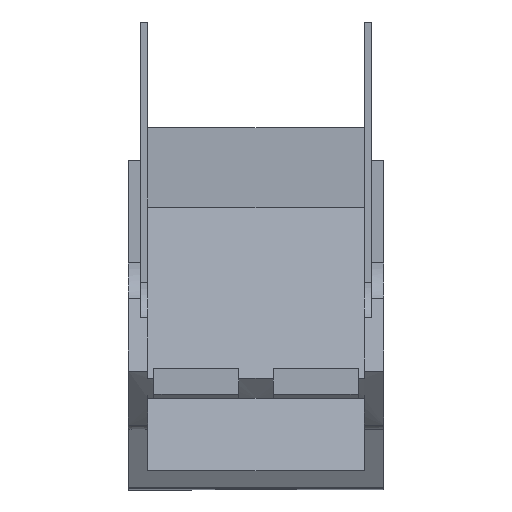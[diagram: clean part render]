
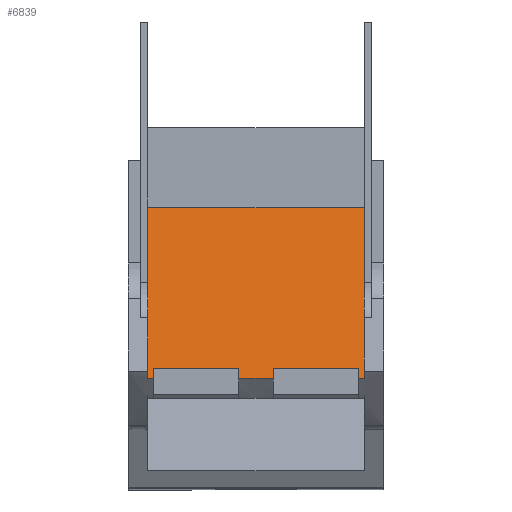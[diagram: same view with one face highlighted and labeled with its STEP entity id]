
A CAD part, top view. The second image highlights one B-rep face of the part: STEP entity #6839.
In plain terms, the highlighted planar face has unit normal (0, 0.873, 0.489).
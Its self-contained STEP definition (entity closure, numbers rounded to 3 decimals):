
#6760=AXIS2_PLACEMENT_3D('Plane Axis2P3D',#6757,#6758,#6759) ;
#4166=CARTESIAN_POINT('Vertex',(11.55,13.678,88.424)) ;
#4170=CARTESIAN_POINT('Control Point',(11.55,11.373,92.54)) ;
#4171=CARTESIAN_POINT('Control Point',(11.55,13.678,88.424)) ;
#4172=CARTESIAN_POINT('Vertex',(11.55,11.373,92.54)) ;
#4175=CARTESIAN_POINT('Line Origine',(11.55,10.045,94.912)) ;
#4179=CARTESIAN_POINT('Vertex',(11.55,8.716,97.285)) ;
#4183=CARTESIAN_POINT('Control Point',(11.55,5.411,103.186)) ;
#4184=CARTESIAN_POINT('Control Point',(11.55,6.072,102.006)) ;
#4185=CARTESIAN_POINT('Control Point',(11.55,6.733,100.826)) ;
#4186=CARTESIAN_POINT('Control Point',(11.55,7.394,99.645)) ;
#4187=CARTESIAN_POINT('Control Point',(11.55,8.055,98.465)) ;
#4188=CARTESIAN_POINT('Control Point',(11.55,8.716,97.285)) ;
#4189=CARTESIAN_POINT('Vertex',(11.55,5.411,103.186)) ;
#4193=CARTESIAN_POINT('Control Point',(11.55,5.297,103.39)) ;
#4194=CARTESIAN_POINT('Control Point',(11.55,5.32,103.349)) ;
#4195=CARTESIAN_POINT('Control Point',(11.55,5.343,103.308)) ;
#4196=CARTESIAN_POINT('Control Point',(11.55,5.365,103.268)) ;
#4197=CARTESIAN_POINT('Control Point',(11.55,5.388,103.227)) ;
#4198=CARTESIAN_POINT('Control Point',(11.55,5.411,103.186)) ;
#4199=CARTESIAN_POINT('Vertex',(11.55,5.297,103.39)) ;
#4488=CARTESIAN_POINT('Vertex',(0.95,5.289,103.404)) ;
#4491=CARTESIAN_POINT('Line Origine',(0.95,5.35,103.295)) ;
#4495=CARTESIAN_POINT('Vertex',(0.95,5.411,103.186)) ;
#4498=CARTESIAN_POINT('Line Origine',(0.95,7.063,100.235)) ;
#4502=CARTESIAN_POINT('Vertex',(0.95,8.716,97.285)) ;
#4505=CARTESIAN_POINT('Line Origine',(0.95,10.045,94.912)) ;
#4509=CARTESIAN_POINT('Vertex',(0.95,11.373,92.54)) ;
#4513=CARTESIAN_POINT('Control Point',(0.95,11.373,92.54)) ;
#4514=CARTESIAN_POINT('Control Point',(0.95,13.639,88.494)) ;
#4515=CARTESIAN_POINT('Vertex',(0.95,13.639,88.494)) ;
#4518=CARTESIAN_POINT('Line Origine',(0.95,13.659,88.459)) ;
#4522=CARTESIAN_POINT('Vertex',(0.95,13.678,88.424)) ;
#4948=CARTESIAN_POINT('Line Origine',(11.86,5.289,103.404)) ;
#4952=CARTESIAN_POINT('Vertex',(1.25,5.289,103.404)) ;
#6398=CARTESIAN_POINT('Line Origine',(10.437,5.297,103.39)) ;
#6402=CARTESIAN_POINT('Vertex',(11.25,5.297,103.39)) ;
#6435=CARTESIAN_POINT('Control Point',(11.25,5.297,103.39)) ;
#6436=CARTESIAN_POINT('Control Point',(11.25,5.452,103.113)) ;
#6437=CARTESIAN_POINT('Control Point',(11.25,5.607,102.836)) ;
#6438=CARTESIAN_POINT('Control Point',(11.25,5.762,102.56)) ;
#6439=CARTESIAN_POINT('Vertex',(11.25,5.762,102.56)) ;
#6744=CARTESIAN_POINT('Line Origine',(6.25,13.678,88.424)) ;
#6757=CARTESIAN_POINT('Axis2P3D Location',(14.817,9.434,96.003)) ;
#6762=CARTESIAN_POINT('Line Origine',(10.002,5.762,102.56)) ;
#6766=CARTESIAN_POINT('Vertex',(8.753,5.762,102.56)) ;
#6769=CARTESIAN_POINT('Line Origine',(1.25,5.525,102.982)) ;
#6773=CARTESIAN_POINT('Vertex',(1.25,5.762,102.56)) ;
#6776=CARTESIAN_POINT('Line Origine',(2.502,5.762,102.56)) ;
#6780=CARTESIAN_POINT('Vertex',(3.753,5.762,102.56)) ;
#6783=CARTESIAN_POINT('Line Origine',(4.577,5.762,102.56)) ;
#6787=CARTESIAN_POINT('Vertex',(5.4,5.762,102.56)) ;
#6790=CARTESIAN_POINT('Line Origine',(5.4,5.525,102.982)) ;
#6794=CARTESIAN_POINT('Vertex',(5.4,5.289,103.404)) ;
#6797=CARTESIAN_POINT('Line Origine',(6.25,5.289,103.404)) ;
#6801=CARTESIAN_POINT('Vertex',(7.1,5.289,103.404)) ;
#6804=CARTESIAN_POINT('Line Origine',(7.1,5.525,102.982)) ;
#6808=CARTESIAN_POINT('Vertex',(7.1,5.762,102.56)) ;
#6811=CARTESIAN_POINT('Line Origine',(7.927,5.762,102.56)) ;
#4176=DIRECTION('Vector Direction',(0.,-0.489,0.872)) ;
#4492=DIRECTION('Vector Direction',(0.,0.489,-0.872)) ;
#4499=DIRECTION('Vector Direction',(0.,0.489,-0.872)) ;
#4506=DIRECTION('Vector Direction',(0.,0.489,-0.872)) ;
#4519=DIRECTION('Vector Direction',(0.,0.489,-0.872)) ;
#4949=DIRECTION('Vector Direction',(-1.,0.,0.)) ;
#6399=DIRECTION('Vector Direction',(-1.,0.,0.)) ;
#6745=DIRECTION('Vector Direction',(-1.,0.,0.)) ;
#6758=DIRECTION('Axis2P3D Direction',(0.,-0.872,-0.489)) ;
#6759=DIRECTION('Axis2P3D XDirection',(-1.,0.,0.)) ;
#6763=DIRECTION('Vector Direction',(1.,0.,0.)) ;
#6770=DIRECTION('Vector Direction',(0.,-0.489,0.872)) ;
#6777=DIRECTION('Vector Direction',(-1.,0.,0.)) ;
#6784=DIRECTION('Vector Direction',(-1.,0.,0.)) ;
#6791=DIRECTION('Vector Direction',(0.,0.489,-0.872)) ;
#6798=DIRECTION('Vector Direction',(1.,0.,0.)) ;
#6805=DIRECTION('Vector Direction',(0.,-0.489,0.872)) ;
#6812=DIRECTION('Vector Direction',(-1.,0.,0.)) ;
#4177=VECTOR('Line Direction',#4176,1.) ;
#4493=VECTOR('Line Direction',#4492,1.) ;
#4500=VECTOR('Line Direction',#4499,1.) ;
#4507=VECTOR('Line Direction',#4506,1.) ;
#4520=VECTOR('Line Direction',#4519,1.) ;
#4950=VECTOR('Line Direction',#4949,1.) ;
#6400=VECTOR('Line Direction',#6399,1.) ;
#6746=VECTOR('Line Direction',#6745,1.) ;
#6764=VECTOR('Line Direction',#6763,1.) ;
#6771=VECTOR('Line Direction',#6770,1.) ;
#6778=VECTOR('Line Direction',#6777,1.) ;
#6785=VECTOR('Line Direction',#6784,1.) ;
#6792=VECTOR('Line Direction',#6791,1.) ;
#6799=VECTOR('Line Direction',#6798,1.) ;
#6806=VECTOR('Line Direction',#6805,1.) ;
#6813=VECTOR('Line Direction',#6812,1.) ;
#6817=ORIENTED_EDGE('',*,*,#6768,.T.) ;
#6818=ORIENTED_EDGE('',*,*,#6441,.T.) ;
#6819=ORIENTED_EDGE('',*,*,#6404,.F.) ;
#6820=ORIENTED_EDGE('',*,*,#4201,.F.) ;
#6821=ORIENTED_EDGE('',*,*,#4191,.F.) ;
#6822=ORIENTED_EDGE('',*,*,#4181,.F.) ;
#6823=ORIENTED_EDGE('',*,*,#4174,.T.) ;
#6824=ORIENTED_EDGE('',*,*,#6748,.F.) ;
#6825=ORIENTED_EDGE('',*,*,#4524,.F.) ;
#6826=ORIENTED_EDGE('',*,*,#4517,.T.) ;
#6827=ORIENTED_EDGE('',*,*,#4511,.F.) ;
#6828=ORIENTED_EDGE('',*,*,#4504,.F.) ;
#6829=ORIENTED_EDGE('',*,*,#4497,.T.) ;
#6830=ORIENTED_EDGE('',*,*,#4954,.T.) ;
#6831=ORIENTED_EDGE('',*,*,#6775,.T.) ;
#6832=ORIENTED_EDGE('',*,*,#6782,.F.) ;
#6833=ORIENTED_EDGE('',*,*,#6789,.F.) ;
#6834=ORIENTED_EDGE('',*,*,#6796,.F.) ;
#6835=ORIENTED_EDGE('',*,*,#6803,.T.) ;
#6836=ORIENTED_EDGE('',*,*,#6810,.F.) ;
#6837=ORIENTED_EDGE('',*,*,#6815,.T.) ;
#6839=ADVANCED_FACE('SIDE',(#6838),#6761,.F.) ;
#4169=B_SPLINE_CURVE_WITH_KNOTS('',1,(#4170,#4171),.UNSPECIFIED.,.F.,.U.,(2,2),(0.,4.717),.UNSPECIFIED.) ;
#4182=B_SPLINE_CURVE_WITH_KNOTS('',5,(#4183,#4184,#4185,#4186,#4187,#4188),.UNSPECIFIED.,.F.,.U.,(6,6),(0.233,6.997),.UNSPECIFIED.) ;
#4192=B_SPLINE_CURVE_WITH_KNOTS('',5,(#4193,#4194,#4195,#4196,#4197,#4198),.UNSPECIFIED.,.F.,.U.,(6,6),(0.,0.233),.UNSPECIFIED.) ;
#4512=B_SPLINE_CURVE_WITH_KNOTS('',1,(#4513,#4514),.UNSPECIFIED.,.F.,.U.,(2,2),(0.,4.637),.UNSPECIFIED.) ;
#6434=B_SPLINE_CURVE_WITH_KNOTS('',3,(#6435,#6436,#6437,#6438),.UNSPECIFIED.,.F.,.U.,(4,4),(0.017,0.968),.UNSPECIFIED.) ;
#4174=EDGE_CURVE('',#4173,#4167,#4169,.T.) ;
#4181=EDGE_CURVE('',#4173,#4180,#4178,.T.) ;
#4191=EDGE_CURVE('',#4180,#4190,#4182,.F.) ;
#4201=EDGE_CURVE('',#4190,#4200,#4192,.F.) ;
#4497=EDGE_CURVE('',#4496,#4489,#4494,.F.) ;
#4504=EDGE_CURVE('',#4496,#4503,#4501,.T.) ;
#4511=EDGE_CURVE('',#4503,#4510,#4508,.T.) ;
#4517=EDGE_CURVE('',#4516,#4510,#4512,.F.) ;
#4524=EDGE_CURVE('',#4516,#4523,#4521,.T.) ;
#4954=EDGE_CURVE('',#4489,#4953,#4951,.F.) ;
#6404=EDGE_CURVE('',#4200,#6403,#6401,.T.) ;
#6441=EDGE_CURVE('',#6440,#6403,#6434,.F.) ;
#6748=EDGE_CURVE('',#4523,#4167,#6747,.F.) ;
#6768=EDGE_CURVE('',#6767,#6440,#6765,.T.) ;
#6775=EDGE_CURVE('',#4953,#6774,#6772,.F.) ;
#6782=EDGE_CURVE('',#6781,#6774,#6779,.T.) ;
#6789=EDGE_CURVE('',#6788,#6781,#6786,.T.) ;
#6796=EDGE_CURVE('',#6795,#6788,#6793,.T.) ;
#6803=EDGE_CURVE('',#6795,#6802,#6800,.T.) ;
#6810=EDGE_CURVE('',#6809,#6802,#6807,.T.) ;
#6815=EDGE_CURVE('',#6809,#6767,#6814,.F.) ;
#6816=EDGE_LOOP('',(#6817,#6818,#6819,#6820,#6821,#6822,#6823,#6824,#6825,#6826,#6827,#6828,#6829,#6830,#6831,#6832,#6833,#6834,#6835,#6836,#6837)) ;
#6838=FACE_OUTER_BOUND('',#6816,.T.) ;
#4178=LINE('Line',#4175,#4177) ;
#4494=LINE('Line',#4491,#4493) ;
#4501=LINE('Line',#4498,#4500) ;
#4508=LINE('Line',#4505,#4507) ;
#4521=LINE('Line',#4518,#4520) ;
#4951=LINE('Line',#4948,#4950) ;
#6401=LINE('Line',#6398,#6400) ;
#6747=LINE('Line',#6744,#6746) ;
#6765=LINE('Line',#6762,#6764) ;
#6772=LINE('Line',#6769,#6771) ;
#6779=LINE('Line',#6776,#6778) ;
#6786=LINE('Line',#6783,#6785) ;
#6793=LINE('Line',#6790,#6792) ;
#6800=LINE('Line',#6797,#6799) ;
#6807=LINE('Line',#6804,#6806) ;
#6814=LINE('Line',#6811,#6813) ;
#6761=PLANE('',#6760) ;
#4167=VERTEX_POINT('',#4166) ;
#4173=VERTEX_POINT('',#4172) ;
#4180=VERTEX_POINT('',#4179) ;
#4190=VERTEX_POINT('',#4189) ;
#4200=VERTEX_POINT('',#4199) ;
#4489=VERTEX_POINT('',#4488) ;
#4496=VERTEX_POINT('',#4495) ;
#4503=VERTEX_POINT('',#4502) ;
#4510=VERTEX_POINT('',#4509) ;
#4516=VERTEX_POINT('',#4515) ;
#4523=VERTEX_POINT('',#4522) ;
#4953=VERTEX_POINT('',#4952) ;
#6403=VERTEX_POINT('',#6402) ;
#6440=VERTEX_POINT('',#6439) ;
#6767=VERTEX_POINT('',#6766) ;
#6774=VERTEX_POINT('',#6773) ;
#6781=VERTEX_POINT('',#6780) ;
#6788=VERTEX_POINT('',#6787) ;
#6795=VERTEX_POINT('',#6794) ;
#6802=VERTEX_POINT('',#6801) ;
#6809=VERTEX_POINT('',#6808) ;
